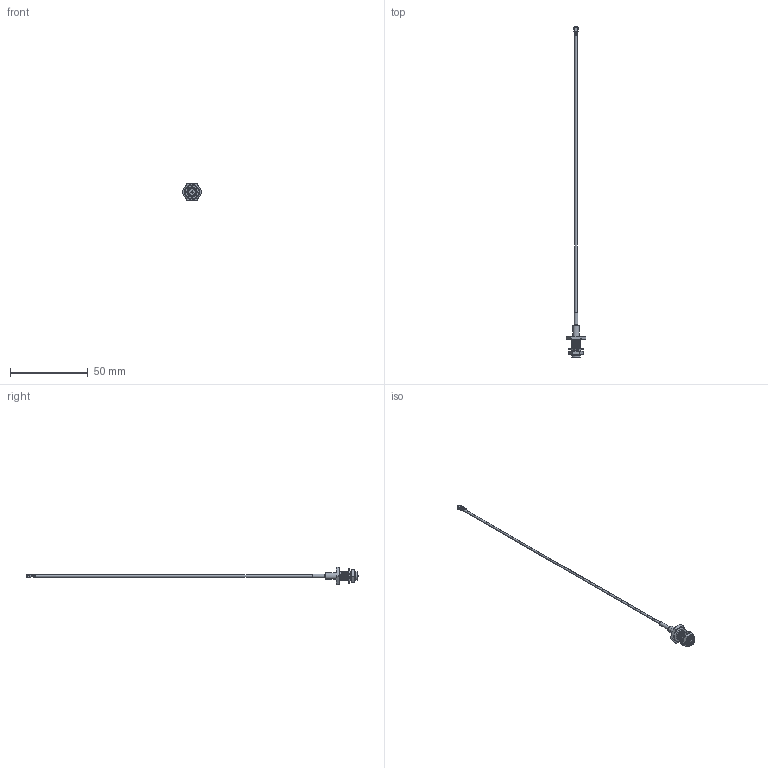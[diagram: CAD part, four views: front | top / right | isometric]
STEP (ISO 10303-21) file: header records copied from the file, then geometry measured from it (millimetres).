
FILE_DESCRIPTION(/* description */ ('Unknown'),/* implementation_level */ '2;1');
FILE_NAME(/* name */ '63621011xxxx',/* time_stamp */ '2020-08-24T16:18:35+02:00',/* author */ ('Unknown'),/* organization */ ('Unknown'),/* preprocessor_version */ 'ST-DEVELOPER v16.7',/* originating_system */ 'DEX',/* authorisation */ $);
FILE_SCHEMA (('AUTOMOTIVE_DESIGN {1 0 10303 214 3 1 1}'));
Length unit declared in the file: millimetre
Products named in the file (18): 636210110200; 1.37 O.D. Micro-cable - Gray; 63026521112320; 60326521112x20_ConnectorBody; 60326421110420_Insulator; 6032642111xx20_Washer; 60326421102320_Insulator2; 63026421102x20_CenterPin; 60326421102320_Ferrule; 6032642111xx20_Nut; 60326521112x20_Gasket; 636199229999; 636199229999_bend; 636199229999_Shell_bend; 636199229999_Shell_embout; Cover_bend; 63619x229999_contact; 6xx26421102320_Insulator
Assembly tree (17 placements, depth 4):
  636210110200
    1.37 O.D. Micro-cable - Gray
    63026521112320
      60326521112x20_ConnectorBody
      60326421110420_Insulator
      6032642111xx20_Washer
      60326421102320_Insulator2
      63026421102x20_CenterPin
      60326421102320_Ferrule
      6032642111xx20_Nut
      60326521112x20_Gasket
    636199229999
      636199229999_bend
        636199229999_Shell_bend
        636199229999_Shell_embout
      Cover_bend
      63619x229999_contact
    6xx26421102320_Insulator
Bounding box: 12.6 x 213.24 x 11 mm (x, y, z)
Volume: 966.8 mm3; surface area: 5825.7 mm2
Topology: 18 solids, 18 shells, 1330 faces, 3169 edges, 1812 vertices
Faces by surface type: cylinder 509, plane 380, torus 216, bspline 129, sphere 56, cone 40
Full cylindrical faces by diameter (mm): 0.2 x1, 0.306 x2, 0.4 x1, 0.6 x1, 0.9 x2, 0.92 x1, 0.922 x1, 1.05 x1, 1.13 x2, 1.25 x1, 1.27 x2, 1.3 x1, 1.37 x2, 1.6 x1, 1.7 x2, 2.2 x3, 2.25 x1, 2.3 x1, 2.37 x1, 3 x3, 4 x1, 4.1 x2, 4.65 x1, 5.34 x1, 6.24 x1, 9.8 x1, 10.2 x1
Entity records: 46921 total; most frequent: CARTESIAN_POINT 17167, DIRECTION 6323, ORIENTED_EDGE 5984, EDGE_CURVE 2992, AXIS2_PLACEMENT_3D 2530, VERTEX_POINT 1784, FACE_BOUND 1440, EDGE_LOOP 1439
